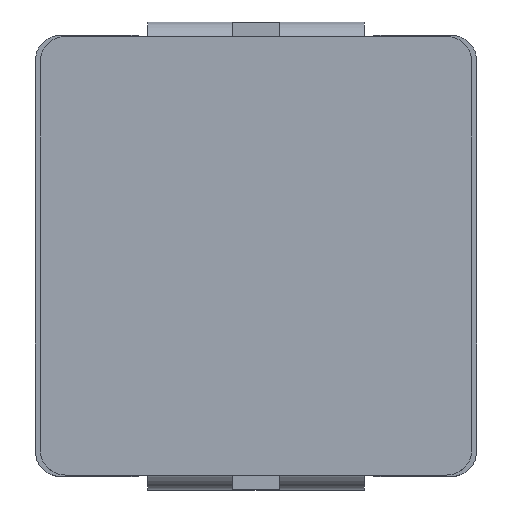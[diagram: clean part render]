
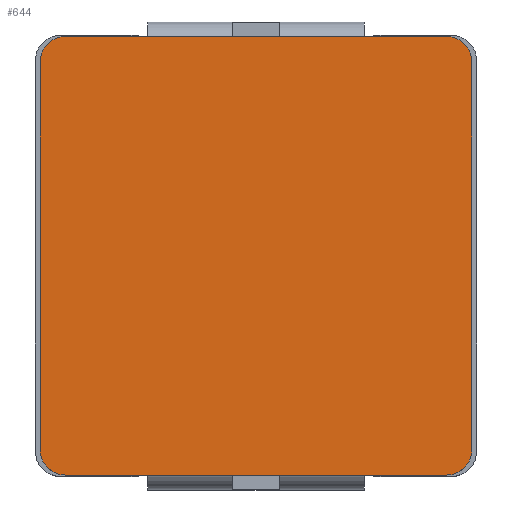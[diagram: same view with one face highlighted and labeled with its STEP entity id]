
A CAD part, top view. The second image highlights one B-rep face of the part: STEP entity #644.
In plain terms, the highlighted planar face has unit normal (0, 0, 1).
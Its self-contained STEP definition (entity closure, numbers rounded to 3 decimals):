
#2 = EDGE_CURVE ( 'NONE', #384, #3109, #2283, .T. ) ;
#51 = CARTESIAN_POINT ( 'NONE',  ( 3.165, 0., 3. ) ) ;
#93 = LINE ( 'NONE', #2373, #169 ) ;
#134 = ORIENTED_EDGE ( 'NONE', *, *, #1100, .T. ) ;
#152 = CARTESIAN_POINT ( 'NONE',  ( 2.795, -2.845, 3. ) ) ;
#169 = VECTOR ( 'NONE', #1377, 1000. ) ;
#219 = ORIENTED_EDGE ( 'NONE', *, *, #951, .T. ) ;
#286 = CARTESIAN_POINT ( 'NONE',  ( 2.795, 2.845, 3. ) ) ;
#290 = AXIS2_PLACEMENT_3D ( 'NONE', #286, #3081, #806 ) ;
#330 = CIRCLE ( 'NONE', #1616, 0.37 ) ;
#351 = LINE ( 'NONE', #1357, #1794 ) ;
#384 = VERTEX_POINT ( 'NONE', #2566 ) ;
#387 = CIRCLE ( 'NONE', #2569, 0.37 ) ;
#584 = CARTESIAN_POINT ( 'NONE',  ( 3.165, 2.845, 3. ) ) ;
#615 = DIRECTION ( 'NONE',  ( 0., -1., 0. ) ) ;
#636 = CARTESIAN_POINT ( 'NONE',  ( -2.795, -3.215, 3. ) ) ;
#644 = ADVANCED_FACE ( 'NONE', ( #2098 ), #2842, .T. ) ;
#774 = CARTESIAN_POINT ( 'NONE',  ( -3.165, -2.845, 3. ) ) ;
#806 = DIRECTION ( 'NONE',  ( 0., -1., 0. ) ) ;
#862 = CARTESIAN_POINT ( 'NONE',  ( -2.795, -2.845, 3. ) ) ;
#904 = ORIENTED_EDGE ( 'NONE', *, *, #2, .T. ) ;
#951 = EDGE_CURVE ( 'NONE', #2411, #2345, #93, .T. ) ;
#961 = AXIS2_PLACEMENT_3D ( 'NONE', #2928, #2663, #2428 ) ;
#1058 = AXIS2_PLACEMENT_3D ( 'NONE', #152, #1959, #2214 ) ;
#1100 = EDGE_CURVE ( 'NONE', #3109, #2666, #2831, .T. ) ;
#1149 = EDGE_LOOP ( 'NONE', ( #3207, #1659, #219, #3203, #2674, #904, #134, #2239 ) ) ;
#1263 = VERTEX_POINT ( 'NONE', #1923 ) ;
#1324 = DIRECTION ( 'NONE',  ( 0., -1., 0. ) ) ;
#1357 = CARTESIAN_POINT ( 'NONE',  ( 0., -3.215, 3. ) ) ;
#1377 = DIRECTION ( 'NONE',  ( 0., -1., 0. ) ) ;
#1492 = CARTESIAN_POINT ( 'NONE',  ( 2.795, 3.215, 3. ) ) ;
#1573 = DIRECTION ( 'NONE',  ( 1., 0., 0. ) ) ;
#1616 = AXIS2_PLACEMENT_3D ( 'NONE', #862, #1894, #615 ) ;
#1659 = ORIENTED_EDGE ( 'NONE', *, *, #1971, .T. ) ;
#1687 = LINE ( 'NONE', #2210, #1785 ) ;
#1721 = VECTOR ( 'NONE', #2760, 1000. ) ;
#1749 = EDGE_CURVE ( 'NONE', #2397, #1263, #1687, .T. ) ;
#1773 = EDGE_CURVE ( 'NONE', #2345, #2084, #330, .T. ) ;
#1785 = VECTOR ( 'NONE', #3133, 1000. ) ;
#1794 = VECTOR ( 'NONE', #1573, 1000. ) ;
#1894 = DIRECTION ( 'NONE',  ( 0., 0., 1. ) ) ;
#1923 = CARTESIAN_POINT ( 'NONE',  ( -2.795, 3.215, 3. ) ) ;
#1959 = DIRECTION ( 'NONE',  ( 0., 0., 1. ) ) ;
#1971 = EDGE_CURVE ( 'NONE', #1263, #2411, #387, .T. ) ;
#2084 = VERTEX_POINT ( 'NONE', #636 ) ;
#2098 = FACE_OUTER_BOUND ( 'NONE', #1149, .T. ) ;
#2210 = CARTESIAN_POINT ( 'NONE',  ( 0., 3.215, 3. ) ) ;
#2214 = DIRECTION ( 'NONE',  ( 0., -1., 0. ) ) ;
#2226 = CIRCLE ( 'NONE', #290, 0.37 ) ;
#2239 = ORIENTED_EDGE ( 'NONE', *, *, #3142, .T. ) ;
#2283 = CIRCLE ( 'NONE', #1058, 0.37 ) ;
#2345 = VERTEX_POINT ( 'NONE', #774 ) ;
#2373 = CARTESIAN_POINT ( 'NONE',  ( -3.165, 0., 3. ) ) ;
#2397 = VERTEX_POINT ( 'NONE', #1492 ) ;
#2411 = VERTEX_POINT ( 'NONE', #3266 ) ;
#2428 = DIRECTION ( 'NONE',  ( 1., 0., 0. ) ) ;
#2566 = CARTESIAN_POINT ( 'NONE',  ( 2.795, -3.215, 3. ) ) ;
#2569 = AXIS2_PLACEMENT_3D ( 'NONE', #2832, #2571, #1324 ) ;
#2571 = DIRECTION ( 'NONE',  ( 0., 0., 1. ) ) ;
#2573 = CARTESIAN_POINT ( 'NONE',  ( 3.165, -2.845, 3. ) ) ;
#2663 = DIRECTION ( 'NONE',  ( 0., 0., 1. ) ) ;
#2666 = VERTEX_POINT ( 'NONE', #584 ) ;
#2674 = ORIENTED_EDGE ( 'NONE', *, *, #2749, .T. ) ;
#2749 = EDGE_CURVE ( 'NONE', #2084, #384, #351, .T. ) ;
#2760 = DIRECTION ( 'NONE',  ( 0., 1., 0. ) ) ;
#2831 = LINE ( 'NONE', #51, #1721 ) ;
#2832 = CARTESIAN_POINT ( 'NONE',  ( -2.795, 2.845, 3. ) ) ;
#2842 = PLANE ( 'NONE',  #961 ) ;
#2928 = CARTESIAN_POINT ( 'NONE',  ( 0., 0., 3. ) ) ;
#3081 = DIRECTION ( 'NONE',  ( 0., 0., 1. ) ) ;
#3109 = VERTEX_POINT ( 'NONE', #2573 ) ;
#3133 = DIRECTION ( 'NONE',  ( -1., 0., 0. ) ) ;
#3142 = EDGE_CURVE ( 'NONE', #2666, #2397, #2226, .T. ) ;
#3203 = ORIENTED_EDGE ( 'NONE', *, *, #1773, .T. ) ;
#3207 = ORIENTED_EDGE ( 'NONE', *, *, #1749, .T. ) ;
#3266 = CARTESIAN_POINT ( 'NONE',  ( -3.165, 2.845, 3. ) ) ;
